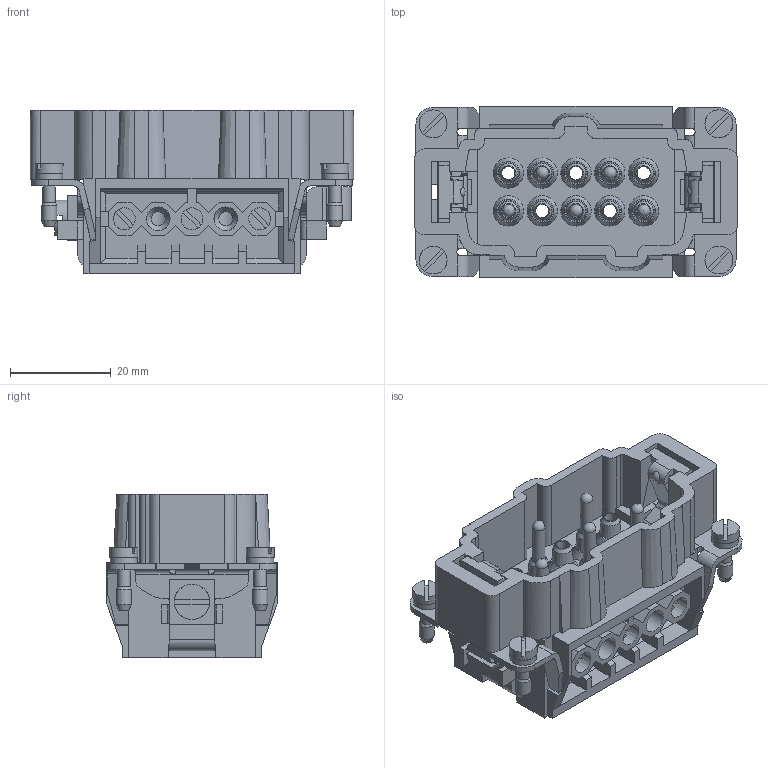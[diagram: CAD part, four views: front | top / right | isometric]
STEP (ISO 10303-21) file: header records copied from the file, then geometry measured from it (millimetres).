
FILE_DESCRIPTION(/* description */ (''),/* implementation_level */ '2;1');
FILE_NAME(/* name */ '100222166ugm000_b.stp',/* time_stamp */ '2019-08-23T11:32:27+02:00',/* author */ (''),/* organization */ (''),/* preprocessor_version */ 'ST-DEVELOPER v16.7',/* originating_system */ 'SIEMENS PLM Software NX 12.0',/* authorisation */ '');
FILE_SCHEMA (('AUTOMOTIVE_DESIGN { 1 0 10303 214 3 1 1 1 }'));
Products named in the file (1): 100222166ugm000_b
Bounding box: 64 x 34 x 32.42 mm (x, y, z)
Volume: 24204.2 mm3; surface area: 21737.8 mm2
Topology: 1 solids, 1 shells, 1295 faces, 3640 edges, 2471 vertices
Faces by surface type: plane 878, cylinder 190, bspline 135, cone 67, extrusion 16, sphere 9
Full cylindrical faces by diameter (mm): 0.455 x1, 0.538 x1, 0.6 x2, 2.438 x2, 2.5 x11, 2.6 x5, 3 x4, 3.2 x6, 4.7 x7, 5.335 x4, 5.5 x4, 7 x1
Entity records: 52146 total; most frequent: CARTESIAN_POINT 14776, ORIENTED_EDGE 6740, DIRECTION 5928, EDGE_CURVE 3370, VECTOR 2448, LINE 2432, VERTEX_POINT 2249, AXIS2_PLACEMENT_3D 1740
